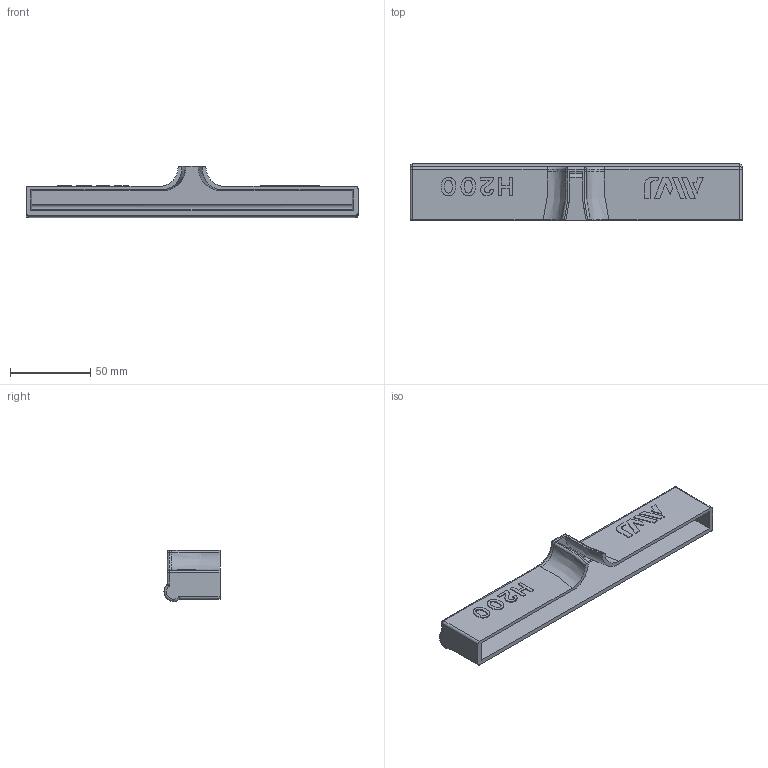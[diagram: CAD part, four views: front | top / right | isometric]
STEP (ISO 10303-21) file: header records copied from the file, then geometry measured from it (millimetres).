
FILE_DESCRIPTION(('STEP AP203'),'1');
FILE_NAME('H200.step','2024-01-24T10:08:34',(' '),(' '),'Spatial InterOp 3D',' ',' ');
FILE_SCHEMA(('CONFIG_CONTROL_DESIGN'));
Length unit declared in the file: millimetre
Products named in the file (1): 1
Bounding box: 207 x 34.92 x 31.94 mm (x, y, z)
Volume: 51348.5 mm3; surface area: 37179.3 mm2
Topology: 6 solids, 6 shells, 125 faces, 299 edges, 184 vertices
Faces by surface type: plane 72, cylinder 19, extrusion 12, bspline 12, torus 4, sphere 4, offset 2
Entity records: 5349 total; most frequent: CARTESIAN_POINT 2643, ORIENTED_EDGE 582, DIRECTION 459, EDGE_CURVE 291, VERTEX_POINT 184, VECTOR 167, LINE 155, AXIS2_PLACEMENT_3D 146
